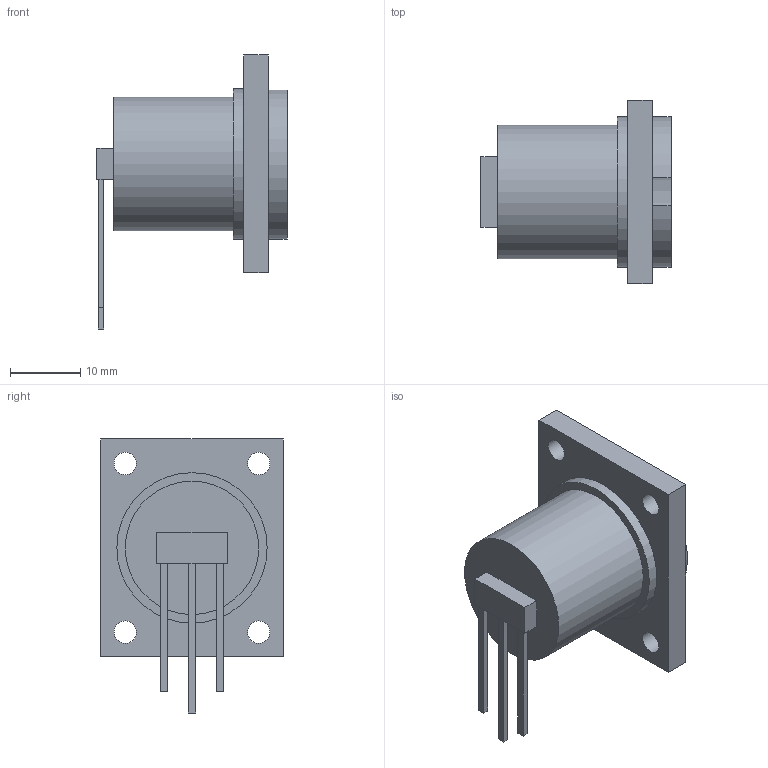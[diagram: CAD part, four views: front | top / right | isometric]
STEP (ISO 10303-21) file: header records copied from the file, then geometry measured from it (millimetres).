
FILE_DESCRIPTION(('FreeCAD Model'),'2;1');
FILE_NAME('Open CASCADE Shape Model','2022-07-31T21:32:03',(''),(''), 'Open CASCADE STEP processor 7.6','FreeCAD','Unknown');
FILE_SCHEMA(('AUTOMOTIVE_DESIGN { 1 0 10303 214 1 1 1 1 }'));
Length unit declared in the file: millimetre
Products named in the file (5): CP30082_XLR; Pin2; Pin3; Pin1; Casing
Assembly tree (4 placements, depth 2):
  CP30082_XLR
    Pin2
    Pin3
    Pin1
    Casing
Bounding box: 27.1 x 26 x 39 mm (x, y, z)
Volume: 7638.5 mm3; surface area: 5564.3 mm2
Topology: 4 solids, 4 shells, 53 faces, 112 edges, 76 vertices
Faces by surface type: plane 40, cylinder 13
Full cylindrical faces by diameter (mm): 2.5 x3, 3.2 x4, 16 x1, 19 x1, 21.4 x1
Entity records: 1563 total; most frequent: DIRECTION 258, CARTESIAN_POINT 246, ORIENTED_EDGE 224, EDGE_CURVE 112, AXIS2_PLACEMENT_3D 88, LINE 82, VECTOR 82, VERTEX_POINT 76
